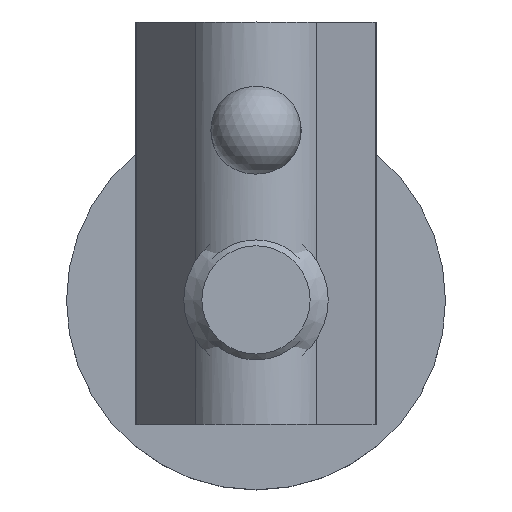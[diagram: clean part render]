
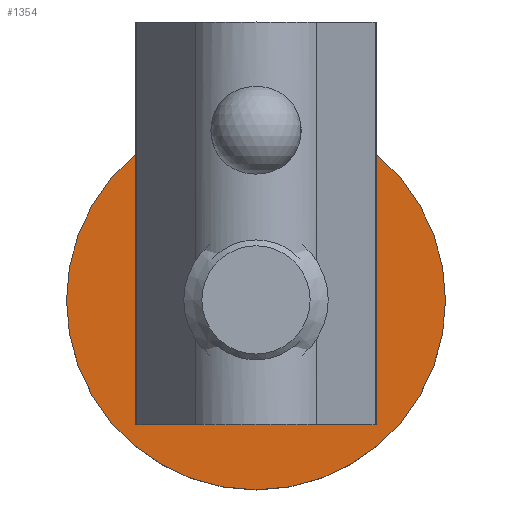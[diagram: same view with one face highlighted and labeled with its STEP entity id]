
A CAD part, top view. The second image highlights one B-rep face of the part: STEP entity #1354.
In plain terms, the highlighted face is planar.
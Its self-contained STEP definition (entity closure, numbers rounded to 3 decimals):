
#153=FACE_BOUND('',#311,.T.);
#171=PLANE('',#1573);
#228=FACE_OUTER_BOUND('',#310,.T.);
#310=EDGE_LOOP('',(#1120));
#311=EDGE_LOOP('',(#1121));
#542=CIRCLE('',#1569,4.2);
#543=CIRCLE('',#1571,10.5);
#645=VERTEX_POINT('',#2645);
#646=VERTEX_POINT('',#2649);
#813=EDGE_CURVE('',#645,#645,#542,.T.);
#814=EDGE_CURVE('',#646,#646,#543,.T.);
#1120=ORIENTED_EDGE('',*,*,#814,.F.);
#1121=ORIENTED_EDGE('',*,*,#813,.T.);
#1354=ADVANCED_FACE('',(#228,#153),#171,.F.);
#1569=AXIS2_PLACEMENT_3D('',#2647,#1845,#1846);
#1571=AXIS2_PLACEMENT_3D('',#2650,#1849,#1850);
#1573=AXIS2_PLACEMENT_3D('',#2654,#1854,#1855);
#1845=DIRECTION('center_axis',(-1.,0.,0.));
#1846=DIRECTION('ref_axis',(0.,-1.,0.));
#1849=DIRECTION('center_axis',(-1.,0.,0.));
#1850=DIRECTION('ref_axis',(0.,-1.,0.));
#1854=DIRECTION('center_axis',(-1.,0.,0.));
#1855=DIRECTION('ref_axis',(0.,0.,1.));
#2645=CARTESIAN_POINT('',(4.,4.2,0.));
#2647=CARTESIAN_POINT('Origin',(4.,0.,0.));
#2649=CARTESIAN_POINT('',(4.,10.5,0.));
#2650=CARTESIAN_POINT('Origin',(4.,0.,0.));
#2654=CARTESIAN_POINT('Origin',(4.,0.,0.));
